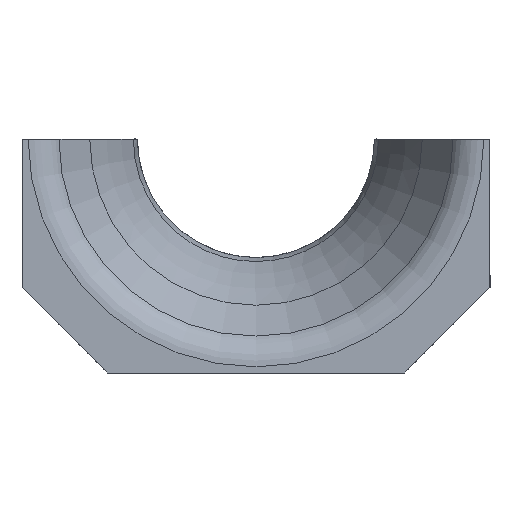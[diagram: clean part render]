
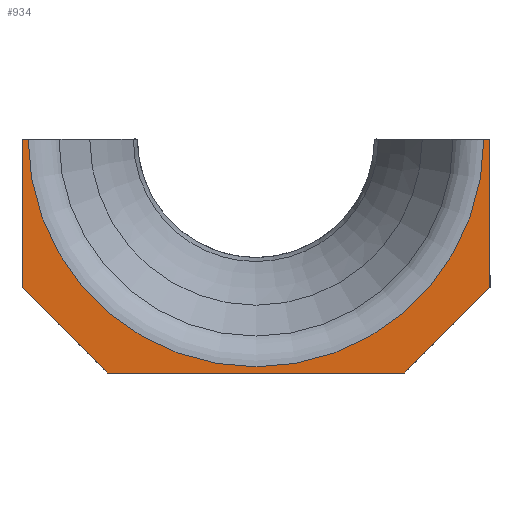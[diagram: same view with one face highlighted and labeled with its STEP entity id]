
A CAD part, left-side view. The second image highlights one B-rep face of the part: STEP entity #934.
In plain terms, the highlighted planar face has unit normal (-1, 0, 0).
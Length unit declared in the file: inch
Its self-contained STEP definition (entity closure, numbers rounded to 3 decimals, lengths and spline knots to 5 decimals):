
#160=CARTESIAN_POINT('',(-20.88583,0.77756,0.77756));
#161=VERTEX_POINT('',#160);
#168=CARTESIAN_POINT('',(-20.88583,0.75717,0.77756));
#169=VERTEX_POINT('',#168);
#170=CARTESIAN_POINT('',(-20.88583,0.75717,0.77756));
#171=DIRECTION('',(0.0,1.0,0.0));
#172=VECTOR('',#171,1.0);
#173=LINE('',#170,#172);
#174=EDGE_CURVE('',#169,#161,#173,.T.);
#566=CARTESIAN_POINT('',(-20.88583,-0.75717,0.77756));
#567=VERTEX_POINT('',#566);
#575=CARTESIAN_POINT('',(-20.88583,-0.77756,0.77756));
#576=VERTEX_POINT('',#575);
#577=CARTESIAN_POINT('',(-20.88583,-0.77756,0.77756));
#578=DIRECTION('',(0.0,1.0,0.0));
#579=VECTOR('',#578,1.0);
#580=LINE('',#577,#579);
#581=EDGE_CURVE('',#576,#567,#580,.T.);
#677=CARTESIAN_POINT('',(-20.88583,-0.77756,0.28543));
#678=VERTEX_POINT('',#677);
#679=CARTESIAN_POINT('',(-20.88583,-0.77756,0.77756));
#680=DIRECTION('',(0.0,0.0,-1.0));
#681=VECTOR('',#680,1.0);
#682=LINE('',#679,#681);
#683=EDGE_CURVE('',#576,#678,#682,.T.);
#702=CARTESIAN_POINT('',(-20.88583,0.,0.77756));
#703=DIRECTION('',(-1.0,0.,0.));
#704=DIRECTION('',(0.0,1.0,0.));
#705=AXIS2_PLACEMENT_3D('',#702,#703,#704);
#706=CIRCLE('',#705,0.75717);
#707=EDGE_CURVE('',#169,#567,#706,.T.);
#740=CARTESIAN_POINT('',(-20.88583,-0.49213,0.));
#741=VERTEX_POINT('',#740);
#742=CARTESIAN_POINT('',(-20.88583,-0.77756,0.28543));
#743=DIRECTION('',(0.0,0.707,-0.707));
#744=VECTOR('',#743,1.0);
#745=LINE('',#742,#744);
#746=EDGE_CURVE('',#678,#741,#745,.T.);
#816=CARTESIAN_POINT('',(-20.88583,0.49213,0.));
#817=VERTEX_POINT('',#816);
#818=CARTESIAN_POINT('',(-20.88583,-0.49213,0.));
#819=DIRECTION('',(0.0,1.0,0.0));
#820=VECTOR('',#819,1.0);
#821=LINE('',#818,#820);
#822=EDGE_CURVE('',#741,#817,#821,.T.);
#894=CARTESIAN_POINT('',(-20.88583,0.77756,0.28543));
#895=VERTEX_POINT('',#894);
#902=CARTESIAN_POINT('',(-20.88583,0.77756,0.28543));
#903=DIRECTION('',(0.0,0.0,1.0));
#904=VECTOR('',#903,1.);
#905=LINE('',#902,#904);
#906=EDGE_CURVE('',#895,#161,#905,.T.);
#914=CARTESIAN_POINT('',(-20.88583,-0.85531,0.81644));
#915=DIRECTION('',(-1.0,0.0,0.0));
#916=DIRECTION('',(0.0,1.0,0.0));
#917=AXIS2_PLACEMENT_3D('',#914,#915,#916);
#918=PLANE('',#917);
#919=CARTESIAN_POINT('',(-20.88583,0.77756,0.28543));
#920=DIRECTION('',(0.0,-0.707,-0.707));
#921=VECTOR('',#920,1.0);
#922=LINE('',#919,#921);
#923=EDGE_CURVE('',#895,#817,#922,.T.);
#924=ORIENTED_EDGE('',*,*,#923,.T.);
#925=ORIENTED_EDGE('',*,*,#822,.F.);
#926=ORIENTED_EDGE('',*,*,#746,.F.);
#927=ORIENTED_EDGE('',*,*,#683,.F.);
#928=ORIENTED_EDGE('',*,*,#581,.T.);
#929=ORIENTED_EDGE('',*,*,#707,.F.);
#930=ORIENTED_EDGE('',*,*,#174,.T.);
#931=ORIENTED_EDGE('',*,*,#906,.F.);
#932=EDGE_LOOP('',(#924,#925,#926,#927,#928,#929,#930,#931));
#933=FACE_OUTER_BOUND('',#932,.T.);
#934=ADVANCED_FACE('',(#933),#918,.T.);
